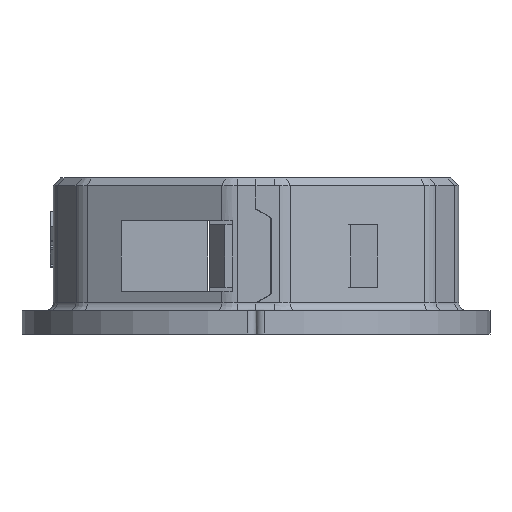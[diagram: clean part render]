
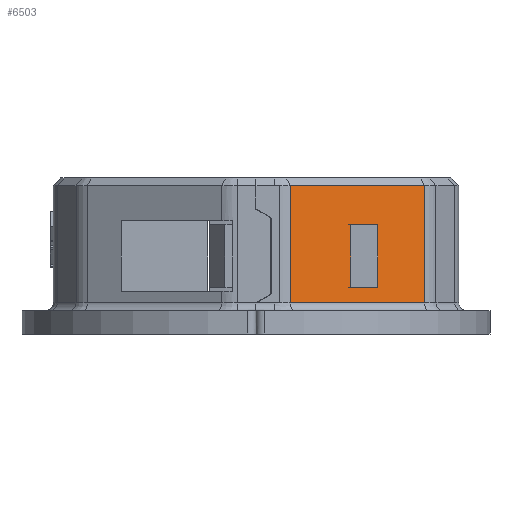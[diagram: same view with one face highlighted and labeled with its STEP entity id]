
A CAD part, front view. The second image highlights one B-rep face of the part: STEP entity #6503.
In plain terms, the highlighted planar face has unit normal (0.5, -0.866, 0).
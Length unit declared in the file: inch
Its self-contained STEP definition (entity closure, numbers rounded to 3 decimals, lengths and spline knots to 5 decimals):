
#95 = CARTESIAN_POINT ( 'NONE',  ( 0.23943, -0.45276, -0.07874 ) ) ;
#237 = CARTESIAN_POINT ( 'NONE',  ( 0.51181, -0.29549, 0.07874 ) ) ;
#253 = DIRECTION ( 'NONE',  ( 0.5, -0.866, 0. ) ) ;
#363 = FACE_BOUND ( 'NONE', #4436, .T. ) ;
#417 = EDGE_CURVE ( 'NONE', #16793, #17081, #18996, .T. ) ;
#478 = FACE_OUTER_BOUND ( 'NONE', #7548, .T. ) ;
#946 = VERTEX_POINT ( 'NONE', #14390 ) ;
#1656 = LINE ( 'NONE', #237, #11459 ) ;
#1684 = DIRECTION ( 'NONE',  ( 0., 0., 1. ) ) ;
#1979 = DIRECTION ( 'NONE',  ( 0.866, 0.5, 0. ) ) ;
#2241 = EDGE_CURVE ( 'NONE', #12942, #9904, #10959, .T. ) ;
#2452 = CARTESIAN_POINT ( 'NONE',  ( 0.08646, -0.54107, -0.11811 ) ) ;
#2550 = EDGE_CURVE ( 'NONE', #16836, #12942, #16158, .T. ) ;
#3614 = ORIENTED_EDGE ( 'NONE', *, *, #11252, .T. ) ;
#3720 = DIRECTION ( 'NONE',  ( 0.866, 0.5, 0. ) ) ;
#3903 = CARTESIAN_POINT ( 'NONE',  ( 0.08646, -0.54107, 0.17717 ) ) ;
#3911 = CARTESIAN_POINT ( 'NONE',  ( 0.51181, -0.29549, -0.11811 ) ) ;
#4436 = EDGE_LOOP ( 'NONE', ( #14184, #6513, #15008, #12770 ) ) ;
#4920 = CARTESIAN_POINT ( 'NONE',  ( 0.42535, -0.34541, -0.11811 ) ) ;
#4934 = CARTESIAN_POINT ( 'NONE',  ( 0.30762, -0.41339, 0. ) ) ;
#5178 = VECTOR ( 'NONE', #13687, 39.37008 ) ;
#5198 = ORIENTED_EDGE ( 'NONE', *, *, #12597, .T. ) ;
#5214 = CARTESIAN_POINT ( 'NONE',  ( 0.42535, -0.34541, 0.17717 ) ) ;
#5437 = DIRECTION ( 'NONE',  ( -0.866, -0.5, 0. ) ) ;
#5802 = EDGE_CURVE ( 'NONE', #6143, #16793, #18663, .T. ) ;
#6143 = VERTEX_POINT ( 'NONE', #5214 ) ;
#6503 = ADVANCED_FACE ( 'NONE', ( #363, #478 ), #19906, .T. ) ;
#6513 = ORIENTED_EDGE ( 'NONE', *, *, #21313, .T. ) ;
#7078 = CARTESIAN_POINT ( 'NONE',  ( 0.51181, -0.29549, 0.17717 ) ) ;
#7167 = ORIENTED_EDGE ( 'NONE', *, *, #417, .T. ) ;
#7548 = EDGE_LOOP ( 'NONE', ( #5198, #3614, #8168, #7167 ) ) ;
#7890 = VERTEX_POINT ( 'NONE', #4920 ) ;
#8168 = ORIENTED_EDGE ( 'NONE', *, *, #5802, .T. ) ;
#8202 = LINE ( 'NONE', #4934, #12608 ) ;
#8351 = VECTOR ( 'NONE', #15643, 39.37008 ) ;
#8420 = DIRECTION ( 'NONE',  ( 0., 0., -1. ) ) ;
#8532 = CARTESIAN_POINT ( 'NONE',  ( 0.08646, -0.54107, 0. ) ) ;
#8733 = VECTOR ( 'NONE', #14525, 39.37008 ) ;
#9261 = CARTESIAN_POINT ( 'NONE',  ( 0.23943, -0.45276, 0.07874 ) ) ;
#9422 = VECTOR ( 'NONE', #17470, 39.37008 ) ;
#9904 = VERTEX_POINT ( 'NONE', #9261 ) ;
#9940 = LINE ( 'NONE', #16539, #14682 ) ;
#10959 = LINE ( 'NONE', #20939, #9422 ) ;
#11126 = EDGE_CURVE ( 'NONE', #946, #16836, #8202, .T. ) ;
#11252 = EDGE_CURVE ( 'NONE', #7890, #6143, #9940, .T. ) ;
#11459 = VECTOR ( 'NONE', #1979, 39.37008 ) ;
#12597 = EDGE_CURVE ( 'NONE', #17081, #7890, #20521, .T. ) ;
#12608 = VECTOR ( 'NONE', #8420, 39.37008 ) ;
#12770 = ORIENTED_EDGE ( 'NONE', *, *, #2550, .T. ) ;
#12942 = VERTEX_POINT ( 'NONE', #95 ) ;
#13015 = CARTESIAN_POINT ( 'NONE',  ( 0.51181, -0.29549, -0.07874 ) ) ;
#13164 = VECTOR ( 'NONE', #5437, 39.37008 ) ;
#13687 = DIRECTION ( 'NONE',  ( 0.866, 0.5, 0. ) ) ;
#13911 = AXIS2_PLACEMENT_3D ( 'NONE', #20323, #253, #3720 ) ;
#14184 = ORIENTED_EDGE ( 'NONE', *, *, #2241, .T. ) ;
#14390 = CARTESIAN_POINT ( 'NONE',  ( 0.30762, -0.41339, 0.07874 ) ) ;
#14525 = DIRECTION ( 'NONE',  ( -0.866, -0.5, 0. ) ) ;
#14682 = VECTOR ( 'NONE', #1684, 39.37008 ) ;
#15008 = ORIENTED_EDGE ( 'NONE', *, *, #11126, .T. ) ;
#15643 = DIRECTION ( 'NONE',  ( 0., 0., -1. ) ) ;
#16158 = LINE ( 'NONE', #13015, #8733 ) ;
#16473 = CARTESIAN_POINT ( 'NONE',  ( 0.30762, -0.41339, -0.07874 ) ) ;
#16539 = CARTESIAN_POINT ( 'NONE',  ( 0.42535, -0.34541, 0. ) ) ;
#16793 = VERTEX_POINT ( 'NONE', #3903 ) ;
#16836 = VERTEX_POINT ( 'NONE', #16473 ) ;
#17081 = VERTEX_POINT ( 'NONE', #2452 ) ;
#17470 = DIRECTION ( 'NONE',  ( 0., 0., 1. ) ) ;
#18663 = LINE ( 'NONE', #7078, #13164 ) ;
#18996 = LINE ( 'NONE', #8532, #8351 ) ;
#19906 = PLANE ( 'NONE',  #13911 ) ;
#20323 = CARTESIAN_POINT ( 'NONE',  ( 0.51181, -0.29549, 0. ) ) ;
#20521 = LINE ( 'NONE', #3911, #5178 ) ;
#20939 = CARTESIAN_POINT ( 'NONE',  ( 0.23943, -0.45276, -0.07874 ) ) ;
#21313 = EDGE_CURVE ( 'NONE', #9904, #946, #1656, .T. ) ;
